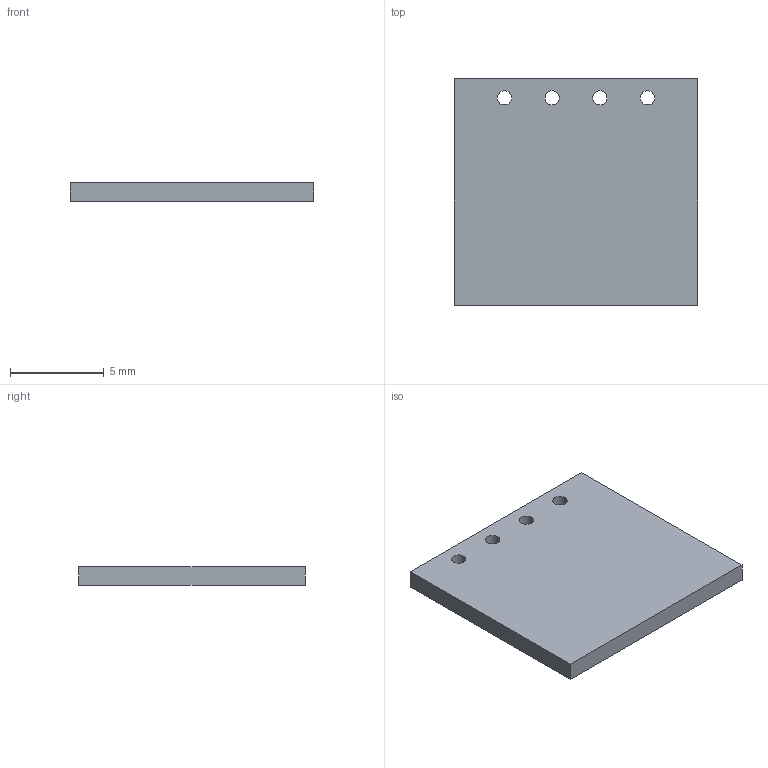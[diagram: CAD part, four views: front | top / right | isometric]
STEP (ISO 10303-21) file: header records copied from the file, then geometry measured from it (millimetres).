
FILE_DESCRIPTION (( 'STEP AP203' ), '1' );
FILE_NAME ('SHT30.STEP', '2023-10-22T00:10:55', ( '' ), ( '' ), 'SwSTEP 2.0', 'SolidWorks 2021', '' );
FILE_SCHEMA (( 'CONFIG_CONTROL_DESIGN' ));
Length unit declared in the file: millimetre
Products named in the file (3): 6058493552; SHT30; Extruded-1
Assembly tree (2 placements, depth 3):
  SHT30
    6058493552
      Extruded-1
Bounding box: 12.95 x 12.06 x 1 mm (x, y, z)
Volume: 154.5 mm3; surface area: 368.5 mm2
Topology: 1 solids, 1 shells, 14 faces, 36 edges, 24 vertices
Faces by surface type: cylinder 8, plane 6
Entity records: 761 total; most frequent: DIRECTION 92, CARTESIAN_POINT 80, ORIENTED_EDGE 72, AXIS2_PLACEMENT_3D 36, EDGE_CURVE 36, PERSON_AND_ORGANIZATION 26, VERTEX_POINT 24, EDGE_LOOP 22
